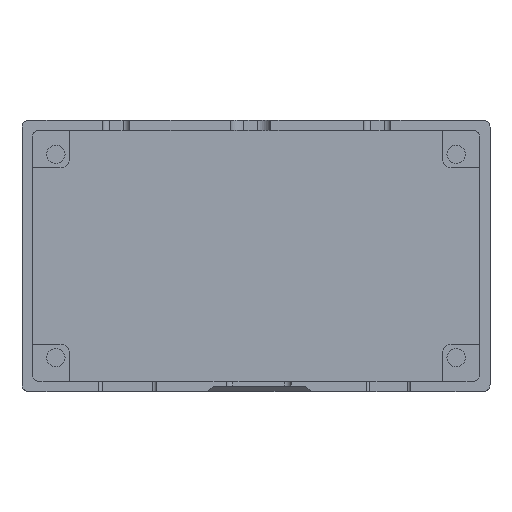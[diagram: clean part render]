
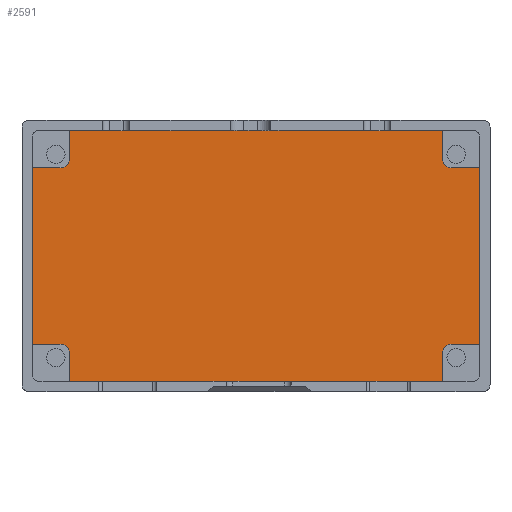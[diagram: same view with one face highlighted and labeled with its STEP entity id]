
A CAD part, top view. The second image highlights one B-rep face of the part: STEP entity #2591.
In plain terms, the highlighted planar face has unit normal (0, 0, 1).
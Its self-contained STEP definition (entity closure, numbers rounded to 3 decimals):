
#1369 = VERTEX_POINT('',#1370);
#1370 = CARTESIAN_POINT('',(5.,-0.5,1.3));
#1376 = EDGE_CURVE('',#1369,#1377,#1379,.T.);
#1377 = VERTEX_POINT('',#1378);
#1378 = CARTESIAN_POINT('',(60.,-0.5,1.3));
#1379 = LINE('',#1380,#1381);
#1380 = CARTESIAN_POINT('',(5.,-0.5,1.3));
#1381 = VECTOR('',#1382,1.);
#1382 = DIRECTION('',(1.,0.,0.));
#2333 = VERTEX_POINT('',#2334);
#2334 = CARTESIAN_POINT('',(5.,36.5,1.3));
#2340 = EDGE_CURVE('',#2333,#2341,#2343,.T.);
#2341 = VERTEX_POINT('',#2342);
#2342 = CARTESIAN_POINT('',(60.,36.5,1.3));
#2343 = LINE('',#2344,#2345);
#2344 = CARTESIAN_POINT('',(5.,36.5,1.3));
#2345 = VECTOR('',#2346,1.);
#2346 = DIRECTION('',(1.,0.,0.));
#2488 = VERTEX_POINT('',#2489);
#2489 = CARTESIAN_POINT('',(65.5,5.,1.3));
#2495 = EDGE_CURVE('',#2488,#2496,#2498,.T.);
#2496 = VERTEX_POINT('',#2497);
#2497 = CARTESIAN_POINT('',(65.5,31.,1.3));
#2498 = LINE('',#2499,#2500);
#2499 = CARTESIAN_POINT('',(65.5,5.,1.3));
#2500 = VECTOR('',#2501,1.);
#2501 = DIRECTION('',(0.,1.,0.));
#2565 = EDGE_CURVE('',#1369,#2566,#2568,.T.);
#2566 = VERTEX_POINT('',#2567);
#2567 = CARTESIAN_POINT('',(5.,3.75,1.3));
#2568 = LINE('',#2569,#2570);
#2569 = CARTESIAN_POINT('',(5.,-0.5,1.3));
#2570 = VECTOR('',#2571,1.);
#2571 = DIRECTION('',(0.,1.,0.));
#2591 = ADVANCED_FACE('',(#2592),#2692,.T.);
#2592 = FACE_BOUND('',#2593,.F.);
#2593 = EDGE_LOOP('',(#2594,#2604,#2612,#2621,#2627,#2628,#2636,#2645,
    #2651,#2652,#2660,#2669,#2675,#2676,#2677,#2686));
#2594 = ORIENTED_EDGE('',*,*,#2595,.T.);
#2595 = EDGE_CURVE('',#2596,#2598,#2600,.T.);
#2596 = VERTEX_POINT('',#2597);
#2597 = CARTESIAN_POINT('',(-0.5,5.,1.3));
#2598 = VERTEX_POINT('',#2599);
#2599 = CARTESIAN_POINT('',(-0.5,31.,1.3));
#2600 = LINE('',#2601,#2602);
#2601 = CARTESIAN_POINT('',(-0.5,5.,1.3));
#2602 = VECTOR('',#2603,1.);
#2603 = DIRECTION('',(0.,1.,0.));
#2604 = ORIENTED_EDGE('',*,*,#2605,.T.);
#2605 = EDGE_CURVE('',#2598,#2606,#2608,.T.);
#2606 = VERTEX_POINT('',#2607);
#2607 = CARTESIAN_POINT('',(3.75,31.,1.3));
#2608 = LINE('',#2609,#2610);
#2609 = CARTESIAN_POINT('',(-0.5,31.,1.3));
#2610 = VECTOR('',#2611,1.);
#2611 = DIRECTION('',(1.,0.,0.));
#2612 = ORIENTED_EDGE('',*,*,#2613,.T.);
#2613 = EDGE_CURVE('',#2606,#2614,#2616,.T.);
#2614 = VERTEX_POINT('',#2615);
#2615 = CARTESIAN_POINT('',(5.,32.25,1.3));
#2616 = CIRCLE('',#2617,1.25);
#2617 = AXIS2_PLACEMENT_3D('',#2618,#2619,#2620);
#2618 = CARTESIAN_POINT('',(3.75,32.25,1.3));
#2619 = DIRECTION('',(0.,0.,1.));
#2620 = DIRECTION('',(1.,0.,0.));
#2621 = ORIENTED_EDGE('',*,*,#2622,.T.);
#2622 = EDGE_CURVE('',#2614,#2333,#2623,.T.);
#2623 = LINE('',#2624,#2625);
#2624 = CARTESIAN_POINT('',(5.,32.25,1.3));
#2625 = VECTOR('',#2626,1.);
#2626 = DIRECTION('',(0.,1.,0.));
#2627 = ORIENTED_EDGE('',*,*,#2340,.T.);
#2628 = ORIENTED_EDGE('',*,*,#2629,.T.);
#2629 = EDGE_CURVE('',#2341,#2630,#2632,.T.);
#2630 = VERTEX_POINT('',#2631);
#2631 = CARTESIAN_POINT('',(60.,32.25,1.3));
#2632 = LINE('',#2633,#2634);
#2633 = CARTESIAN_POINT('',(60.,36.5,1.3));
#2634 = VECTOR('',#2635,1.);
#2635 = DIRECTION('',(0.,-1.,0.));
#2636 = ORIENTED_EDGE('',*,*,#2637,.T.);
#2637 = EDGE_CURVE('',#2630,#2638,#2640,.T.);
#2638 = VERTEX_POINT('',#2639);
#2639 = CARTESIAN_POINT('',(61.25,31.,1.3));
#2640 = CIRCLE('',#2641,1.25);
#2641 = AXIS2_PLACEMENT_3D('',#2642,#2643,#2644);
#2642 = CARTESIAN_POINT('',(61.25,32.25,1.3));
#2643 = DIRECTION('',(0.,0.,1.));
#2644 = DIRECTION('',(1.,0.,0.));
#2645 = ORIENTED_EDGE('',*,*,#2646,.F.);
#2646 = EDGE_CURVE('',#2496,#2638,#2647,.T.);
#2647 = LINE('',#2648,#2649);
#2648 = CARTESIAN_POINT('',(65.5,31.,1.3));
#2649 = VECTOR('',#2650,1.);
#2650 = DIRECTION('',(-1.,0.,0.));
#2651 = ORIENTED_EDGE('',*,*,#2495,.F.);
#2652 = ORIENTED_EDGE('',*,*,#2653,.T.);
#2653 = EDGE_CURVE('',#2488,#2654,#2656,.T.);
#2654 = VERTEX_POINT('',#2655);
#2655 = CARTESIAN_POINT('',(61.25,5.,1.3));
#2656 = LINE('',#2657,#2658);
#2657 = CARTESIAN_POINT('',(65.5,5.,1.3));
#2658 = VECTOR('',#2659,1.);
#2659 = DIRECTION('',(-1.,0.,0.));
#2660 = ORIENTED_EDGE('',*,*,#2661,.T.);
#2661 = EDGE_CURVE('',#2654,#2662,#2664,.T.);
#2662 = VERTEX_POINT('',#2663);
#2663 = CARTESIAN_POINT('',(60.,3.75,1.3));
#2664 = CIRCLE('',#2665,1.25);
#2665 = AXIS2_PLACEMENT_3D('',#2666,#2667,#2668);
#2666 = CARTESIAN_POINT('',(61.25,3.75,1.3));
#2667 = DIRECTION('',(0.,0.,1.));
#2668 = DIRECTION('',(1.,0.,0.));
#2669 = ORIENTED_EDGE('',*,*,#2670,.F.);
#2670 = EDGE_CURVE('',#1377,#2662,#2671,.T.);
#2671 = LINE('',#2672,#2673);
#2672 = CARTESIAN_POINT('',(60.,-0.5,1.3));
#2673 = VECTOR('',#2674,1.);
#2674 = DIRECTION('',(0.,1.,0.));
#2675 = ORIENTED_EDGE('',*,*,#1376,.F.);
#2676 = ORIENTED_EDGE('',*,*,#2565,.T.);
#2677 = ORIENTED_EDGE('',*,*,#2678,.T.);
#2678 = EDGE_CURVE('',#2566,#2679,#2681,.T.);
#2679 = VERTEX_POINT('',#2680);
#2680 = CARTESIAN_POINT('',(3.75,5.,1.3));
#2681 = CIRCLE('',#2682,1.25);
#2682 = AXIS2_PLACEMENT_3D('',#2683,#2684,#2685);
#2683 = CARTESIAN_POINT('',(3.75,3.75,1.3));
#2684 = DIRECTION('',(0.,0.,1.));
#2685 = DIRECTION('',(1.,0.,0.));
#2686 = ORIENTED_EDGE('',*,*,#2687,.F.);
#2687 = EDGE_CURVE('',#2596,#2679,#2688,.T.);
#2688 = LINE('',#2689,#2690);
#2689 = CARTESIAN_POINT('',(-0.5,5.,1.3));
#2690 = VECTOR('',#2691,1.);
#2691 = DIRECTION('',(1.,0.,0.));
#2692 = PLANE('',#2693);
#2693 = AXIS2_PLACEMENT_3D('',#2694,#2695,#2696);
#2694 = CARTESIAN_POINT('',(32.5,18.,1.3));
#2695 = DIRECTION('',(0.,0.,1.));
#2696 = DIRECTION('',(1.,0.,0.));
